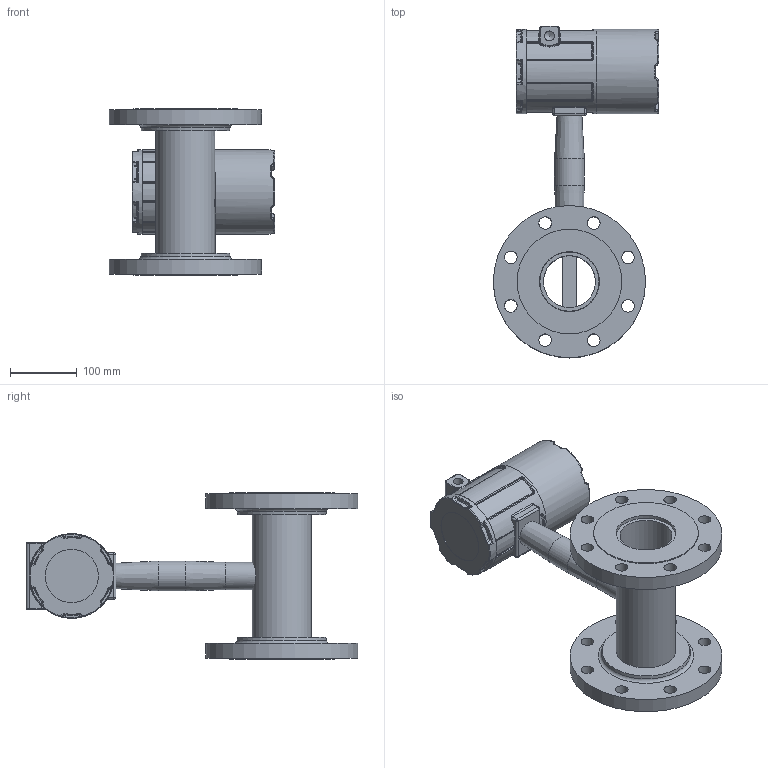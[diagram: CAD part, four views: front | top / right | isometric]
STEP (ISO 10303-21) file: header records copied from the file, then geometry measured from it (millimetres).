
FILE_DESCRIPTION(/* description */ (''),/* implementation_level */ '2;1');
FILE_NAME(/* name */ '1300XP, 4 x 3INCH, 150#, RB, ASSEMBLY.stp',/* time_stamp */ '2025-05-27T11:28:06+05:30',/* author */ ('Office'),/* organization */ (''),/* preprocessor_version */ 'ST-DEVELOPER v20.1',/* originating_system */ 'Autodesk Inventor 2026',/* authorisation */ '');
FILE_SCHEMA (('AUTOMOTIVE_DESIGN { 1 0 10303 214 3 1 1 }'));
Length unit declared in the file: millimetre
Products named in the file (5): 1300XP, 4 x 3INCH, 150#, RB, ASSEMBLY; 3INCH SCH.40 PIPE; 4INCH 150# SLIP ON FLANGE FOR 3INCH PIPE; 1300XP SHEDDAER BAR 3INCH; 1300XP HOUSING 4INCH-
Assembly tree (5 placements, depth 2):
  1300XP, 4 x 3INCH, 150#, RB, ASSEMBLY
    3INCH SCH.40 PIPE
    4INCH 150# SLIP ON FLANGE FOR 3INCH PIPE  x2
    1300XP SHEDDAER BAR 3INCH
    1300XP HOUSING 4INCH-
Bounding box: 248.3 x 498.3 x 250 mm (x, y, z)
Volume: 4918622.2 mm3; surface area: 542820.3 mm2
Topology: 7 solids, 7 shells, 604 faces, 1414 edges, 809 vertices
Faces by surface type: cylinder 196, bspline 178, torus 128, plane 80, sphere 16, cone 6
Full cylindrical faces by diameter (mm): 15 x1, 19 x16, 41 x1, 45 x1, 75 x1, 77.92 x1, 80 x1, 88.9 x1, 90 x2, 127 x3, 157.2 x2, 228.6 x2
Entity records: 21786 total; most frequent: CARTESIAN_POINT 8243, DIRECTION 2707, ORIENTED_EDGE 2700, EDGE_CURVE 1350, AXIS2_PLACEMENT_3D 1203, VERTEX_POINT 783, CIRCLE 720, EDGE_LOOP 615
